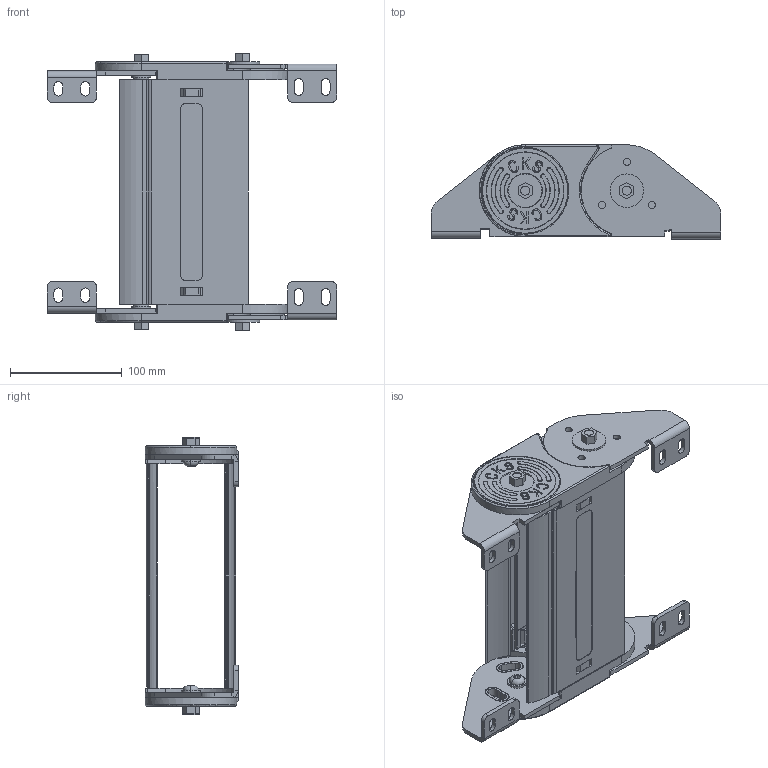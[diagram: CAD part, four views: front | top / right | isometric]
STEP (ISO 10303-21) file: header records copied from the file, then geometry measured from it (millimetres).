
FILE_DESCRIPTION (( 'STEP AP214' ), '1' );
FILE_NAME ('CK60-K200-METAL AYAK.STEP', '2019-09-18T14:44:55', ( '' ), ( '' ), 'SwSTEP 2.0', 'SolidWorks 2017', '' );
FILE_SCHEMA (( 'AUTOMOTIVE_DESIGN' ));
Length unit declared in the file: millimetre
Products named in the file (1): CK60-K200-METAL AYAK
Bounding box: 259 x 84.01 x 248.53 mm (x, y, z)
Volume: 433025.7 mm3; surface area: 292751.7 mm2
Topology: 25 solids, 25 shells, 1282 faces, 3319 edges, 2160 vertices
Faces by surface type: plane 604, cylinder 458, bspline 190, torus 28, cone 2
Entity records: 48871 total; most frequent: CARTESIAN_POINT 18353, ORIENTED_EDGE 6630, DIRECTION 5856, EDGE_CURVE 3315, VERTEX_POINT 2160, AXIS2_PLACEMENT_3D 1991, VECTOR 1874, LINE 1874
